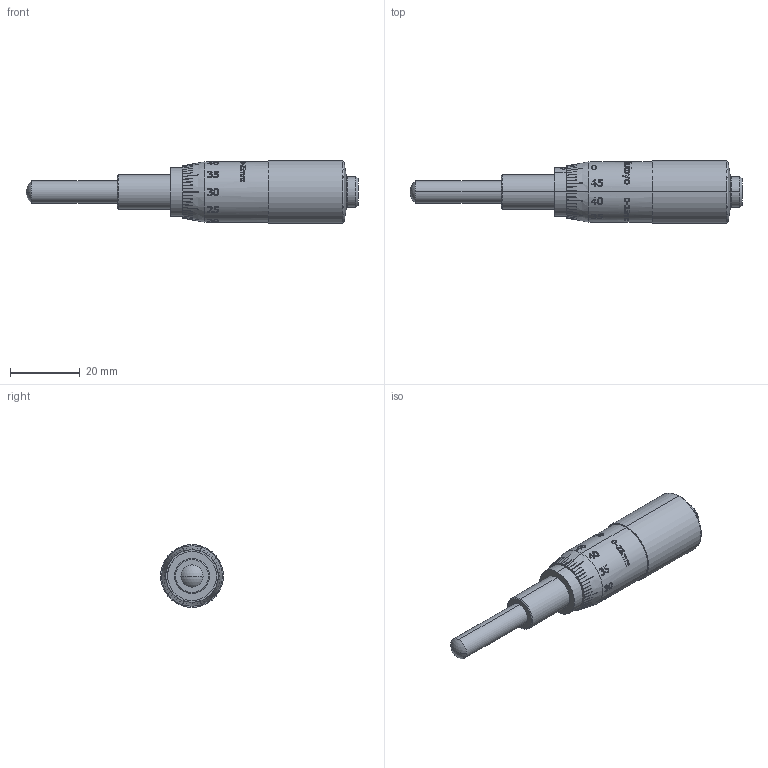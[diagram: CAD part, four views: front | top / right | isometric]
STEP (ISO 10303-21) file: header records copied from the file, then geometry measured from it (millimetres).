
FILE_DESCRIPTION (( 'STEP AP214' ), '1' );
FILE_NAME ('TTN017212-E0W.STEP', '2013-08-29T14:54:54', ( 'Admin' ), ( '' ), 'SwSTEP 2.0', 'SolidWorks 2012', '' );
FILE_SCHEMA (( 'AUTOMOTIVE_DESIGN' ));
Length unit declared in the file: inch
Products named in the file (3): TTN016868; TTN017212-E0W; TTN016889
Assembly tree (2 placements, depth 2):
  TTN017212-E0W
    TTN016889
    TTN016868
Bounding box: 95.1 x 18 x 18 mm (x, y, z)
Volume: 13881 mm3; surface area: 4519.4 mm2
Topology: 2 solids, 2 shells, 944 faces, 2468 edges, 1639 vertices
Faces by surface type: plane 366, bspline 337, cylinder 175, cone 64, sphere 2
Entity records: 71631 total; most frequent: CARTESIAN_POINT 41982, ORIENTED_EDGE 4936, DIRECTION 2917, EDGE_CURVE 2468, VERTEX_POINT 1639, B_SPLINE_CURVE_WITH_KNOTS 1268, AXIS2_PLACEMENT_3D 1105, EDGE_LOOP 1055
